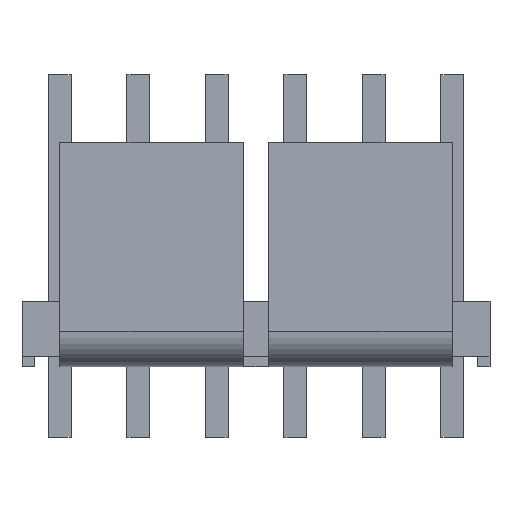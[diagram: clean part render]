
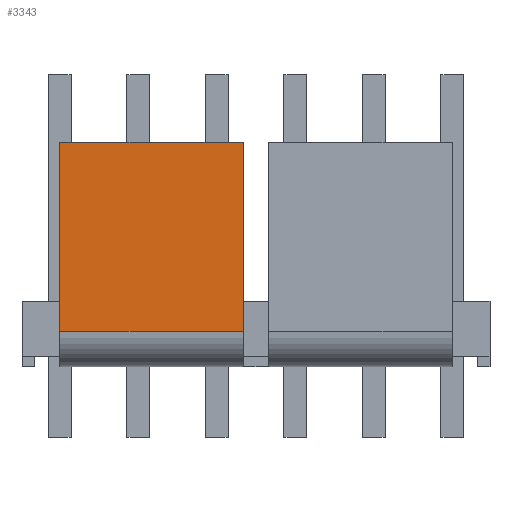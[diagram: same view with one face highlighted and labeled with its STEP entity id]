
A CAD part, front view. The second image highlights one B-rep face of the part: STEP entity #3343.
In plain terms, the highlighted planar face has unit normal (0, -1, 0).
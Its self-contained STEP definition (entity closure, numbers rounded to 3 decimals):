
#2458=CARTESIAN_POINT('',(-9.906,-4.902,1.778));
#2459=VERTEX_POINT('',#2458);
#2467=CARTESIAN_POINT('',(-9.906,-4.902,11.328));
#2468=VERTEX_POINT('',#2467);
#2469=CARTESIAN_POINT('',(-9.906,-4.902,1.778));
#2470=DIRECTION('',(0.0,0.0,1.0));
#2471=VECTOR('',#2470,9.55);
#2472=LINE('',#2469,#2471);
#2473=EDGE_CURVE('',#2459,#2468,#2472,.T.);
#2704=CARTESIAN_POINT('',(-0.635,-4.902,11.328));
#2705=VERTEX_POINT('',#2704);
#2712=CARTESIAN_POINT('',(-0.635,-4.902,1.778));
#2713=VERTEX_POINT('',#2712);
#2714=CARTESIAN_POINT('',(-0.635,-4.902,1.778));
#2715=DIRECTION('',(0.0,0.0,1.0));
#2716=VECTOR('',#2715,9.55);
#2717=LINE('',#2714,#2716);
#2718=EDGE_CURVE('',#2713,#2705,#2717,.T.);
#3293=CARTESIAN_POINT('',(-9.906,-4.902,11.328));
#3294=DIRECTION('',(1.0,0.0,0.0));
#3295=VECTOR('',#3294,9.271);
#3296=LINE('',#3293,#3295);
#3297=EDGE_CURVE('',#2468,#2705,#3296,.T.);
#3327=CARTESIAN_POINT('',(-0.171,-4.902,1.3));
#3328=DIRECTION('',(0.0,-1.0,0.0));
#3329=DIRECTION('',(1.0,0.0,0.0));
#3330=AXIS2_PLACEMENT_3D('',#3327,#3328,#3329);
#3331=PLANE('',#3330);
#3332=ORIENTED_EDGE('',*,*,#3297,.F.);
#3333=ORIENTED_EDGE('',*,*,#2473,.F.);
#3334=CARTESIAN_POINT('',(-9.906,-4.902,1.778));
#3335=DIRECTION('',(1.0,0.0,0.0));
#3336=VECTOR('',#3335,9.271);
#3337=LINE('',#3334,#3336);
#3338=EDGE_CURVE('',#2459,#2713,#3337,.T.);
#3339=ORIENTED_EDGE('',*,*,#3338,.T.);
#3340=ORIENTED_EDGE('',*,*,#2718,.T.);
#3341=EDGE_LOOP('',(#3332,#3333,#3339,#3340));
#3342=FACE_OUTER_BOUND('',#3341,.T.);
#3343=ADVANCED_FACE('',(#3342),#3331,.T.);
